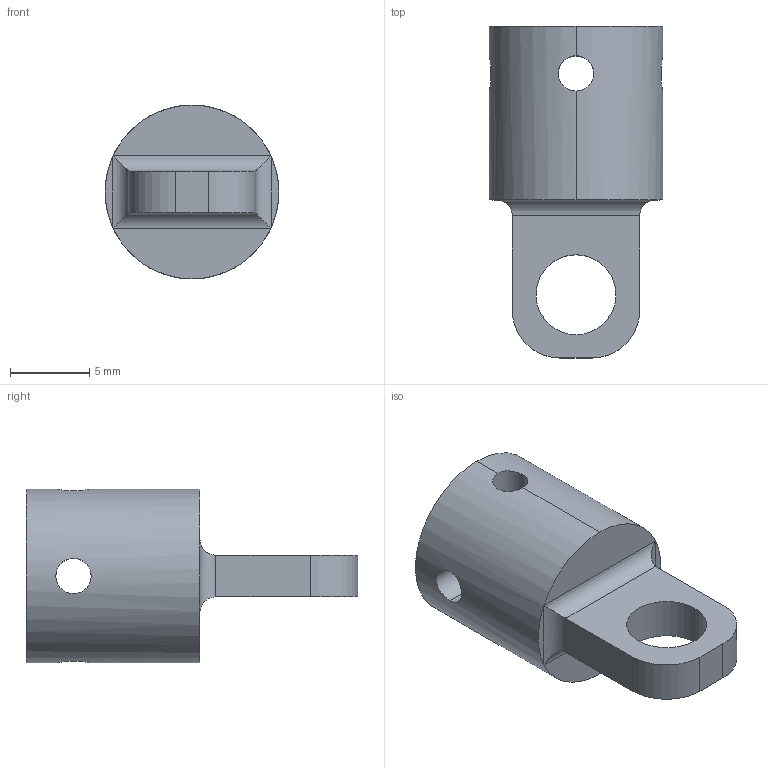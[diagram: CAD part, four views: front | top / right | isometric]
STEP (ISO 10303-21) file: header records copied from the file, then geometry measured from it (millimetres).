
FILE_DESCRIPTION (( 'STEP AP214' ), '1' );
FILE_NAME ('bearing_joint_v2.STEP', '2024-09-09T16:13:59', ( '' ), ( '' ), 'SwSTEP 2.0', 'SolidWorks 2023', '' );
FILE_SCHEMA (( 'AUTOMOTIVE_DESIGN' ));
Length unit declared in the file: millimetre
Products named in the file (1): bearing_joint_v2
Bounding box: 11 x 21 x 11 mm (x, y, z)
Volume: 950.2 mm3; surface area: 976 mm2
Topology: 1 solids, 1 shells, 31 faces, 92 edges, 60 vertices
Faces by surface type: cylinder 20, plane 11
Entity records: 1319 total; most frequent: CARTESIAN_POINT 502, ORIENTED_EDGE 184, DIRECTION 140, EDGE_CURVE 92, VERTEX_POINT 60, AXIS2_PLACEMENT_3D 52, EDGE_LOOP 38, VECTOR 36
